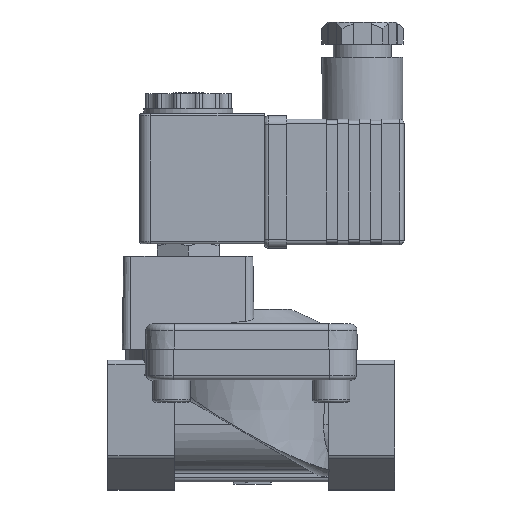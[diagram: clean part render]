
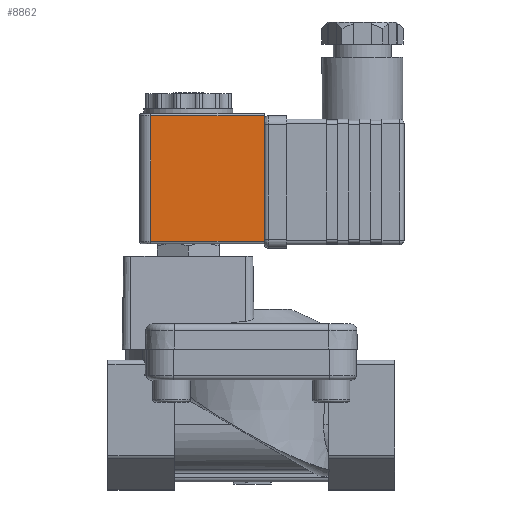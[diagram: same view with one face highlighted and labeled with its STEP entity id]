
A CAD part, top view. The second image highlights one B-rep face of the part: STEP entity #8862.
In plain terms, the highlighted planar face has unit normal (0, 0, 1).
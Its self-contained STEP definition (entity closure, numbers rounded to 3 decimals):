
#8543=CARTESIAN_POINT('',(-22.8,69.95,11.0));
#8544=VERTEX_POINT('',#8543);
#8567=CARTESIAN_POINT('',(-22.8,41.45,11.0));
#8568=VERTEX_POINT('',#8567);
#8610=CARTESIAN_POINT('',(2.9,69.95,11.0));
#8611=VERTEX_POINT('',#8610);
#8612=CARTESIAN_POINT('',(2.9,69.95,11.0));
#8613=DIRECTION('',(-1.0,0.0,0.0));
#8614=VECTOR('',#8613,25.7);
#8615=LINE('',#8612,#8614);
#8616=EDGE_CURVE('',#8611,#8544,#8615,.T.);
#8697=CARTESIAN_POINT('',(2.9,41.45,11.0));
#8698=VERTEX_POINT('',#8697);
#8699=CARTESIAN_POINT('',(2.9,41.45,11.0));
#8700=DIRECTION('',(-1.0,0.0,0.0));
#8701=VECTOR('',#8700,25.7);
#8702=LINE('',#8699,#8701);
#8703=EDGE_CURVE('',#8698,#8568,#8702,.T.);
#8811=CARTESIAN_POINT('',(2.9,69.95,11.0));
#8812=DIRECTION('',(0.0,-1.0,0.0));
#8813=VECTOR('',#8812,28.5);
#8814=LINE('',#8811,#8813);
#8815=EDGE_CURVE('',#8611,#8698,#8814,.T.);
#8846=CARTESIAN_POINT('',(-22.8,70.45,11.0));
#8847=DIRECTION('',(0.0,0.0,-1.0));
#8848=DIRECTION('',(-1.0,0.0,0.0));
#8849=AXIS2_PLACEMENT_3D('',#8846,#8847,#8848);
#8850=PLANE('',#8849);
#8851=ORIENTED_EDGE('',*,*,#8616,.T.);
#8852=CARTESIAN_POINT('',(-22.8,69.95,11.0));
#8853=DIRECTION('',(0.0,-1.0,0.0));
#8854=VECTOR('',#8853,28.5);
#8855=LINE('',#8852,#8854);
#8856=EDGE_CURVE('',#8544,#8568,#8855,.T.);
#8857=ORIENTED_EDGE('',*,*,#8856,.T.);
#8858=ORIENTED_EDGE('',*,*,#8703,.F.);
#8859=ORIENTED_EDGE('',*,*,#8815,.F.);
#8860=EDGE_LOOP('',(#8851,#8857,#8858,#8859));
#8861=FACE_OUTER_BOUND('',#8860,.T.);
#8862=ADVANCED_FACE('',(#8861),#8850,.F.);
